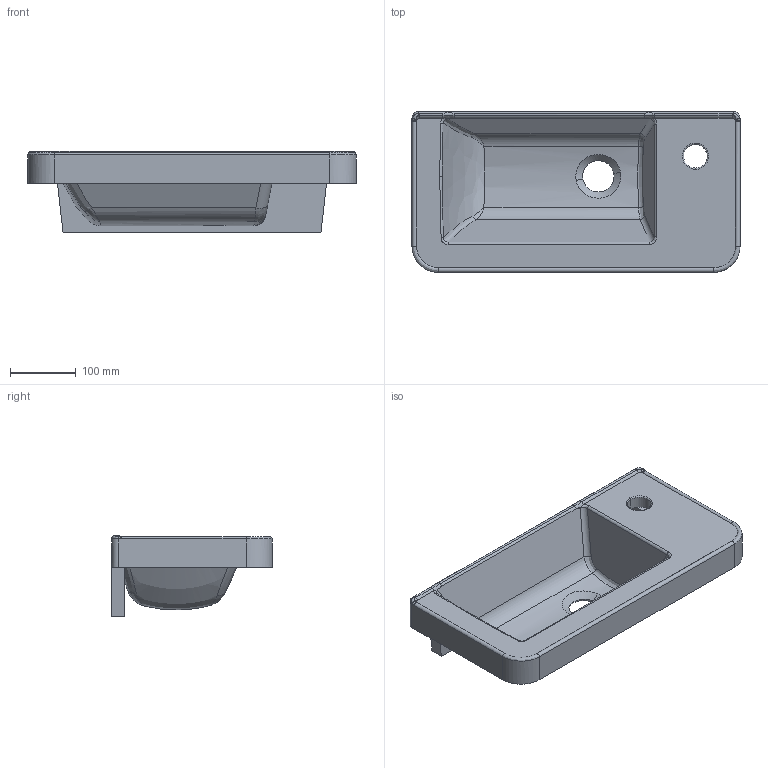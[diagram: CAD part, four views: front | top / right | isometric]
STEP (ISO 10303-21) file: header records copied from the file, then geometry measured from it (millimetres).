
FILE_DESCRIPTION(/* description */ (''),/* implementation_level */ '2;1');
FILE_NAME(/* name */ '72550',/* time_stamp */ '2025-07-02T16:41:14+03:00',/* author */ (''),/* organization */ (''),/* preprocessor_version */ 'ST-DEVELOPER v16.5',/* originating_system */ '',/* authorisation */ '');
FILE_SCHEMA (('AUTOMOTIVE_DESIGN_CC2'));
Length unit declared in the file: millimetre
Products named in the file (1): Document
Bounding box: 500 x 245 x 124.29 mm (x, y, z)
Volume: 3561915 mm3; surface area: 538328.5 mm2
Topology: 1 solids, 1 shells, 107 faces, 270 edges, 165 vertices
Faces by surface type: bspline 47, cylinder 36, plane 24
Entity records: 16952 total; most frequent: CARTESIAN_POINT 15243, ORIENTED_EDGE 540, EDGE_CURVE 270, B_SPLINE_CURVE_WITH_KNOTS 168, VERTEX_POINT 165, EDGE_LOOP 111, ADVANCED_FACE 107, FACE_OUTER_BOUND 107
